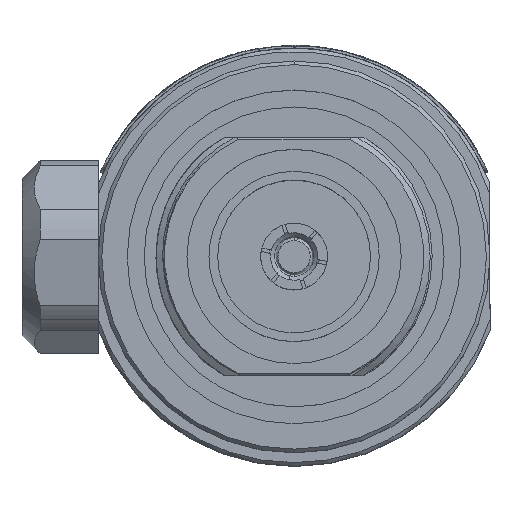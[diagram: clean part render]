
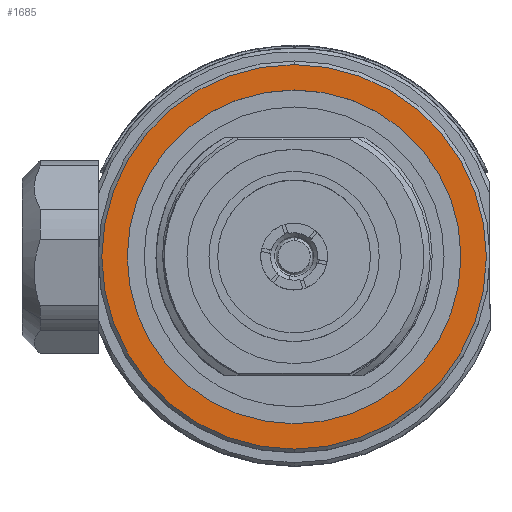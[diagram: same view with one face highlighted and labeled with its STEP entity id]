
A CAD part, top view. The second image highlights one B-rep face of the part: STEP entity #1685.
In plain terms, the highlighted face is planar.
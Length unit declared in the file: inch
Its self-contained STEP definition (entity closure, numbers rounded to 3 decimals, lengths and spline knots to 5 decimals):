
#319 = CIRCLE ( 'NONE', #83518, 0.795 ) ;
#1685 = ADVANCED_FACE ( 'NONE', ( #55221, #48738 ), #12892, .F. ) ;
#1770 = CARTESIAN_POINT ( 'NONE',  ( 1.02185, 0., 0. ) ) ;
#2679 = DIRECTION ( 'NONE',  ( 0., 0., -1. ) ) ;
#4869 = AXIS2_PLACEMENT_3D ( 'NONE', #33359, #90047, #41308 ) ;
#8556 = DIRECTION ( 'NONE',  ( 0., 0., 1. ) ) ;
#9787 = CARTESIAN_POINT ( 'NONE',  ( 1.02185, 0., 0. ) ) ;
#12892 = PLANE ( 'NONE',  #4869 ) ;
#16166 = ORIENTED_EDGE ( 'NONE', *, *, #89022, .F. ) ;
#22965 = ORIENTED_EDGE ( 'NONE', *, *, #70573, .T. ) ;
#22992 = VERTEX_POINT ( 'NONE', #91235 ) ;
#24668 = CARTESIAN_POINT ( 'NONE',  ( 1.02185, 0., 0. ) ) ;
#26051 = DIRECTION ( 'NONE',  ( 0., 0., 1. ) ) ;
#27475 = VERTEX_POINT ( 'NONE', #83468 ) ;
#28297 = EDGE_LOOP ( 'NONE', ( #85438, #22965 ) ) ;
#33359 = CARTESIAN_POINT ( 'NONE',  ( 1.02185, 0.81, 0. ) ) ;
#36830 = DIRECTION ( 'NONE',  ( 0., 0., -1. ) ) ;
#39033 = DIRECTION ( 'NONE',  ( -1., 0., 0. ) ) ;
#41308 = DIRECTION ( 'NONE',  ( 0., 0., -1. ) ) ;
#42443 = VERTEX_POINT ( 'NONE', #82670 ) ;
#48738 = FACE_BOUND ( 'NONE', #85497, .T. ) ;
#49535 = CARTESIAN_POINT ( 'NONE',  ( 1.02185, 0., 0.69 ) ) ;
#53896 = ORIENTED_EDGE ( 'NONE', *, *, #57652, .F. ) ;
#53917 = AXIS2_PLACEMENT_3D ( 'NONE', #1770, #39033, #2679 ) ;
#54777 = CIRCLE ( 'NONE', #79998, 0.69 ) ;
#55221 = FACE_OUTER_BOUND ( 'NONE', #28297, .T. ) ;
#57652 = EDGE_CURVE ( 'NONE', #74957, #42443, #60041, .T. ) ;
#58748 = CARTESIAN_POINT ( 'NONE',  ( 1.02185, 0., 0. ) ) ;
#60041 = CIRCLE ( 'NONE', #61567, 0.69 ) ;
#61567 = AXIS2_PLACEMENT_3D ( 'NONE', #58748, #86215, #8556 ) ;
#66531 = DIRECTION ( 'NONE',  ( -1., 0., 0. ) ) ;
#69286 = DIRECTION ( 'NONE',  ( -1., 0., 0. ) ) ;
#70573 = EDGE_CURVE ( 'NONE', #22992, #27475, #319, .T. ) ;
#72388 = EDGE_CURVE ( 'NONE', #27475, #22992, #82113, .T. ) ;
#74957 = VERTEX_POINT ( 'NONE', #49535 ) ;
#79998 = AXIS2_PLACEMENT_3D ( 'NONE', #24668, #69286, #26051 ) ;
#82113 = CIRCLE ( 'NONE', #53917, 0.795 ) ;
#82670 = CARTESIAN_POINT ( 'NONE',  ( 1.02185, 0., -0.69 ) ) ;
#83468 = CARTESIAN_POINT ( 'NONE',  ( 1.02185, 0., -0.795 ) ) ;
#83518 = AXIS2_PLACEMENT_3D ( 'NONE', #9787, #66531, #36830 ) ;
#85438 = ORIENTED_EDGE ( 'NONE', *, *, #72388, .T. ) ;
#85497 = EDGE_LOOP ( 'NONE', ( #53896, #16166 ) ) ;
#86215 = DIRECTION ( 'NONE',  ( -1., 0., 0. ) ) ;
#89022 = EDGE_CURVE ( 'NONE', #42443, #74957, #54777, .T. ) ;
#90047 = DIRECTION ( 'NONE',  ( 1., 0., 0. ) ) ;
#91235 = CARTESIAN_POINT ( 'NONE',  ( 1.02185, 0., 0.795 ) ) ;
